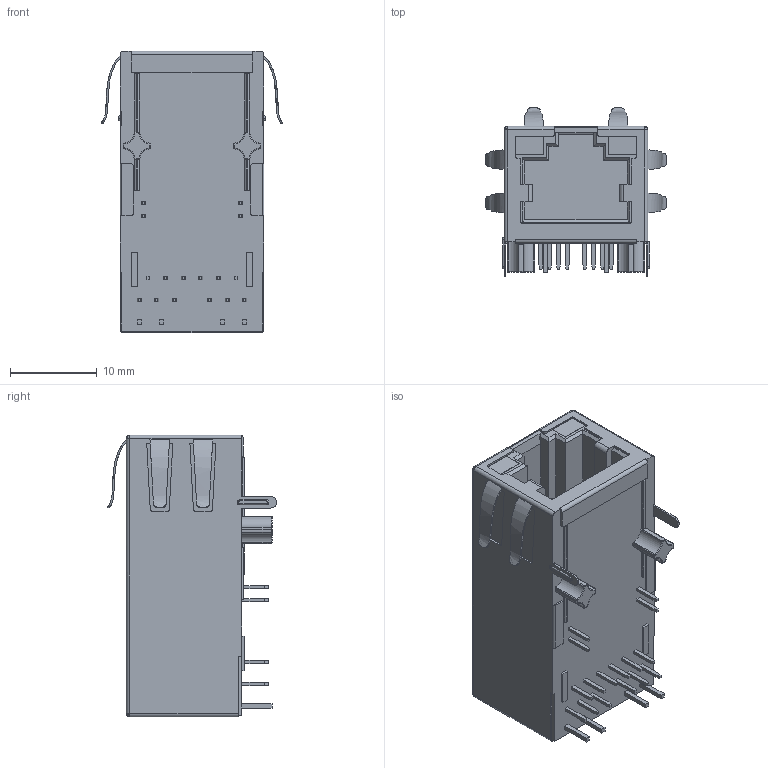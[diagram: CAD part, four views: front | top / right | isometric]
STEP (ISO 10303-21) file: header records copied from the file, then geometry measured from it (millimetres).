
FILE_DESCRIPTION (( 'STEP AP203' ), '1' );
FILE_NAME ('TMJK9094A9NL.STEP', '2023-03-07T02:48:51', ( '' ), ( '' ), 'SwSTEP 2.0', 'SolidWorks 2022', '' );
FILE_SCHEMA (( 'CONFIG_CONTROL_DESIGN' ));
Length unit declared in the file: millimetre
Products named in the file (1): TMJK9094A9NL
Bounding box: 20.93 x 19.46 x 32.5 mm (x, y, z)
Volume: 6321.3 mm3; surface area: 3251.7 mm2
Topology: 1 solids, 1 shells, 533 faces, 1593 edges, 1140 vertices
Faces by surface type: plane 349, cylinder 110, sphere 40, torus 18, bspline 16
Entity records: 21284 total; most frequent: CARTESIAN_POINT 6771, ORIENTED_EDGE 3186, DIRECTION 2723, EDGE_CURVE 1593, VERTEX_POINT 1140, VECTOR 1103, LINE 1103, AXIS2_PLACEMENT_3D 810
